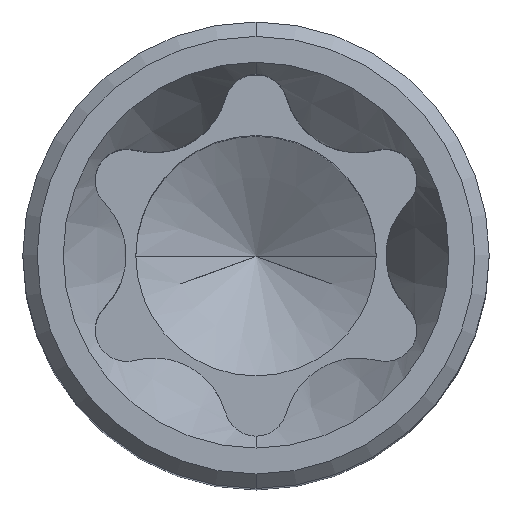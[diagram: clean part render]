
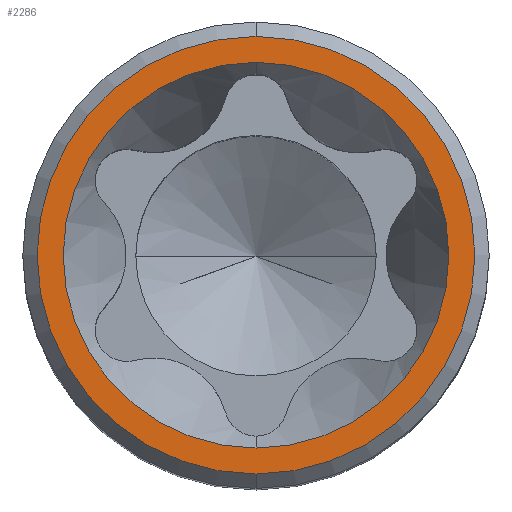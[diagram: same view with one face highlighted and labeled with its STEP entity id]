
A CAD part, top view. The second image highlights one B-rep face of the part: STEP entity #2286.
In plain terms, the highlighted planar face has unit normal (0, 0, 1).
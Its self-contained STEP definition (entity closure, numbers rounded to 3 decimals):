
#887=CARTESIAN_POINT('',(0.,0.,75.));
#888=DIRECTION('',(0.,0.,-1.));
#889=DIRECTION('',(0.,1.,0.));
#890=AXIS2_PLACEMENT_3D('',#887,#888,#889);
#892=CARTESIAN_POINT('',(0.,0.,75.));
#893=DIRECTION('',(0.,0.,-1.));
#894=DIRECTION('',(0.,-1.,0.));
#895=AXIS2_PLACEMENT_3D('',#892,#893,#894);
#897=CARTESIAN_POINT('',(0.,0.,75.));
#898=DIRECTION('',(0.,0.,1.));
#899=DIRECTION('',(0.,-1.,0.));
#900=AXIS2_PLACEMENT_3D('',#897,#898,#899);
#902=CARTESIAN_POINT('',(0.,0.,75.));
#903=DIRECTION('',(0.,0.,1.));
#904=DIRECTION('',(0.,1.,0.));
#905=AXIS2_PLACEMENT_3D('',#902,#903,#904);
#1259=CARTESIAN_POINT('',(0.,4.01,75.));
#1260=CARTESIAN_POINT('',(0.,-4.01,75.));
#1261=VERTEX_POINT('',#1259);
#1262=VERTEX_POINT('',#1260);
#1267=CARTESIAN_POINT('',(0.,-4.55,75.));
#1268=CARTESIAN_POINT('',(0.,4.55,75.));
#1269=VERTEX_POINT('',#1267);
#1270=VERTEX_POINT('',#1268);
#2270=CARTESIAN_POINT('',(0.,0.,75.));
#2271=DIRECTION('',(0.,0.,1.));
#2272=DIRECTION('',(0.,1.,0.));
#2273=AXIS2_PLACEMENT_3D('',#2270,#2271,#2272);
#2274=PLANE('',#2273);
#2275=ORIENTED_EDGE('',*,*,#2260,.F.);
#2277=ORIENTED_EDGE('',*,*,#2276,.F.);
#2278=EDGE_LOOP('',(#2275,#2277));
#2279=FACE_OUTER_BOUND('',#2278,.F.);
#2281=ORIENTED_EDGE('',*,*,#2280,.F.);
#2283=ORIENTED_EDGE('',*,*,#2282,.F.);
#2284=EDGE_LOOP('',(#2281,#2283));
#2285=FACE_BOUND('',#2284,.F.);
#2286=ADVANCED_FACE('',(#2279,#2285),#2274,.T.);
#891=CIRCLE('',#890,4.01);
#896=CIRCLE('',#895,4.01);
#901=CIRCLE('',#900,4.55);
#906=CIRCLE('',#905,4.55);
#2260=EDGE_CURVE('',#1269,#1270,#901,.T.);
#2276=EDGE_CURVE('',#1270,#1269,#906,.T.);
#2280=EDGE_CURVE('',#1261,#1262,#891,.T.);
#2282=EDGE_CURVE('',#1262,#1261,#896,.T.);
